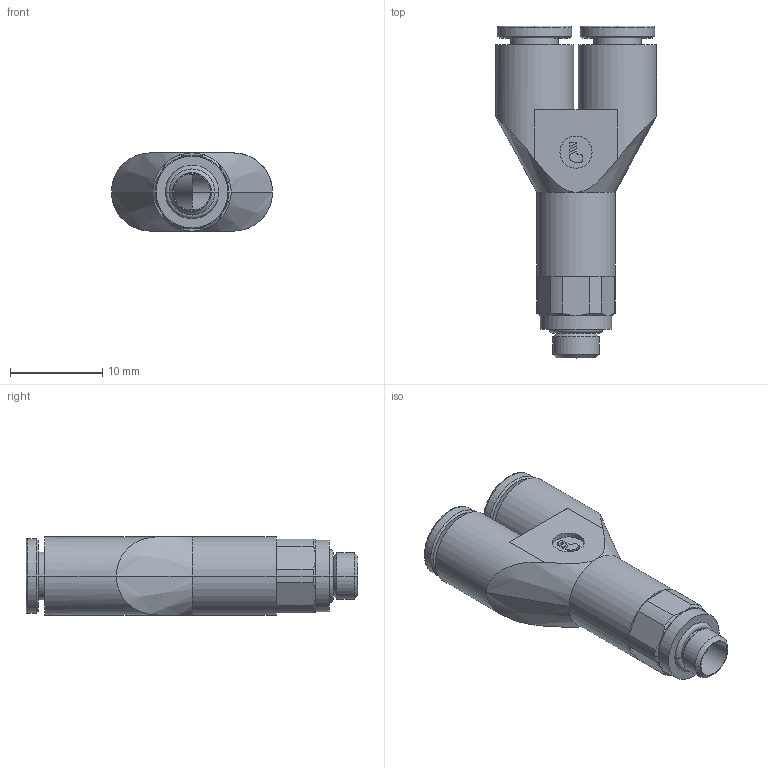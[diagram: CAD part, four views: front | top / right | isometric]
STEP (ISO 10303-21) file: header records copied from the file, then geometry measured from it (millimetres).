
FILE_DESCRIPTION(('STEP AP214'),'1');
FILE_NAME('3158_04_19.stp','2016-07-07T14:20:50',('TraceParts'),('TraceParts S.A.'),'Spatial InterOp 3D',' ',' ');
FILE_SCHEMA(('automotive_design'));
Length unit declared in the file: millimetre
Products named in the file (1): 1
Bounding box: 17.5 x 36.07 x 8.5 mm (x, y, z)
Volume: 2091.3 mm3; surface area: 2206.6 mm2
Topology: 1 solids, 1 shells, 122 faces, 302 edges, 192 vertices
Faces by surface type: cylinder 48, plane 40, cone 28, torus 6
Entity records: 3894 total; most frequent: CARTESIAN_POINT 925, DIRECTION 669, ORIENTED_EDGE 604, EDGE_CURVE 302, AXIS2_PLACEMENT_3D 276, VERTEX_POINT 192, EDGE_LOOP 136, CIRCLE 127
